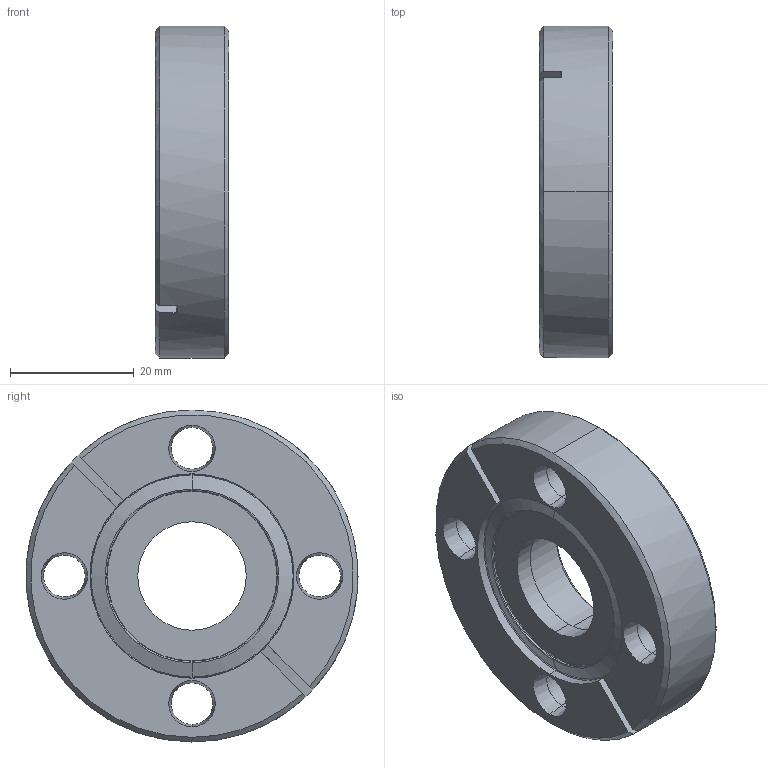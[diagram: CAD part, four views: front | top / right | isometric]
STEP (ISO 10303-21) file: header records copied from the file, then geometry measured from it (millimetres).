
FILE_DESCRIPTION (( 'STEP AP203' ), '1' );
FILE_NAME ('110006_A.STEP', '2024-03-26T08:32:46', ( '' ), ( '' ), 'SwSTEP 2.0', 'SolidWorks 2022', '' );
FILE_SCHEMA (( 'CONFIG_CONTROL_DESIGN' ));
Length unit declared in the file: inch
Products named in the file (1): 110006_A
Bounding box: 11.94 x 53.64 x 53.64 mm (x, y, z)
Volume: 20947.4 mm3; surface area: 7497.5 mm2
Topology: 1 solids, 1 shells, 62 faces, 144 edges, 85 vertices
Faces by surface type: cone 25, cylinder 20, plane 9, torus 8
Entity records: 1874 total; most frequent: DIRECTION 345, CARTESIAN_POINT 316, ORIENTED_EDGE 288, AXIS2_PLACEMENT_3D 146, EDGE_CURVE 144, VERTEX_POINT 85, CIRCLE 83, EDGE_LOOP 73
